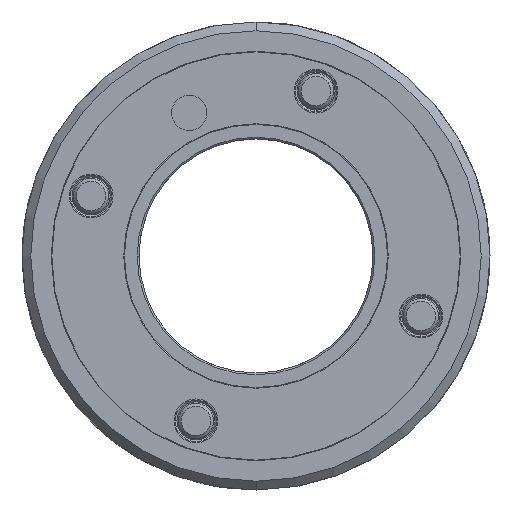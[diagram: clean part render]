
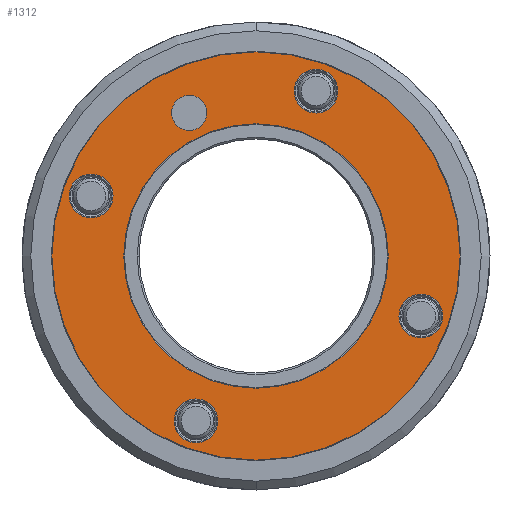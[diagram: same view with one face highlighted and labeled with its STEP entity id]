
A CAD part, front view. The second image highlights one B-rep face of the part: STEP entity #1312.
In plain terms, the highlighted planar face has unit normal (0, -1, 0).
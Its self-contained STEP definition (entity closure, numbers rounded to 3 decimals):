
#1205 = VERTEX_POINT ( 'NONE', #2318 ) ;
#1206 = VERTEX_POINT ( 'NONE', #2366 ) ;
#1225 = ORIENTED_EDGE ( 'NONE', *, *, #1226, .T. ) ;
#1226 = EDGE_CURVE ( 'NONE', #1276, #1279, #2594, .T. ) ;
#1227 = ORIENTED_EDGE ( 'NONE', *, *, #1239, .T. ) ;
#1236 = ORIENTED_EDGE ( 'NONE', *, *, #1237, .F. ) ;
#1237 = EDGE_CURVE ( 'NONE', #1303, #1346, #2555, .T. ) ;
#1238 = EDGE_LOOP ( 'NONE', ( #1328, #1329 ) ) ;
#1239 = EDGE_CURVE ( 'NONE', #1373, #1378, #2509, .T. ) ;
#1240 = ORIENTED_EDGE ( 'NONE', *, *, #1379, .T. ) ;
#1241 = EDGE_LOOP ( 'NONE', ( #1242, #1243 ) ) ;
#1242 = ORIENTED_EDGE ( 'NONE', *, *, #1285, .F. ) ;
#1243 = ORIENTED_EDGE ( 'NONE', *, *, #1244, .F. ) ;
#1244 = EDGE_CURVE ( 'NONE', #1287, #1286, #2592, .T. ) ;
#1269 = EDGE_LOOP ( 'NONE', ( #1270, #1236 ) ) ;
#1270 = ORIENTED_EDGE ( 'NONE', *, *, #1302, .F. ) ;
#1276 = VERTEX_POINT ( 'NONE', #2443 ) ;
#1278 = EDGE_CURVE ( 'NONE', #1279, #1276, #2584, .T. ) ;
#1279 = VERTEX_POINT ( 'NONE', #2579 ) ;
#1285 = EDGE_CURVE ( 'NONE', #1286, #1287, #2414, .T. ) ;
#1286 = VERTEX_POINT ( 'NONE', #2492 ) ;
#1287 = VERTEX_POINT ( 'NONE', #2491 ) ;
#1300 = VERTEX_POINT ( 'NONE', #2669 ) ;
#1302 = EDGE_CURVE ( 'NONE', #1346, #1303, #2773, .T. ) ;
#1303 = VERTEX_POINT ( 'NONE', #2673 ) ;
#1308 = EDGE_CURVE ( 'NONE', #1300, #1309, #2731, .T. ) ;
#1309 = VERTEX_POINT ( 'NONE', #2727 ) ;
#1312 = ADVANCED_FACE ( 'NONE', ( #2726, #2725, #2724, #2766, #2765, #2764, #2763 ), #2679, .T. ) ;
#1313 = EDGE_LOOP ( 'NONE', ( #1314, #1225 ) ) ;
#1314 = ORIENTED_EDGE ( 'NONE', *, *, #1278, .T. ) ;
#1315 = EDGE_LOOP ( 'NONE', ( #1227, #1240 ) ) ;
#1328 = ORIENTED_EDGE ( 'NONE', *, *, #1308, .F. ) ;
#1329 = ORIENTED_EDGE ( 'NONE', *, *, #1330, .F. ) ;
#1330 = EDGE_CURVE ( 'NONE', #1309, #1300, #2697, .T. ) ;
#1331 = EDGE_LOOP ( 'NONE', ( #1332, #1333 ) ) ;
#1332 = ORIENTED_EDGE ( 'NONE', *, *, #1393, .F. ) ;
#1333 = ORIENTED_EDGE ( 'NONE', *, *, #1334, .F. ) ;
#1334 = EDGE_CURVE ( 'NONE', #1420, #1394, #2691, .T. ) ;
#1335 = EDGE_LOOP ( 'NONE', ( #1336, #1337 ) ) ;
#1336 = ORIENTED_EDGE ( 'NONE', *, *, #1341, .F. ) ;
#1337 = ORIENTED_EDGE ( 'NONE', *, *, #1707, .F. ) ;
#1341 = EDGE_CURVE ( 'NONE', #1205, #1206, #2646, .T. ) ;
#1346 = VERTEX_POINT ( 'NONE', #2721 ) ;
#1373 = VERTEX_POINT ( 'NONE', #2829 ) ;
#1378 = VERTEX_POINT ( 'NONE', #2923 ) ;
#1379 = EDGE_CURVE ( 'NONE', #1378, #1373, #2922, .T. ) ;
#1393 = EDGE_CURVE ( 'NONE', #1394, #1420, #2821, .T. ) ;
#1394 = VERTEX_POINT ( 'NONE', #2866 ) ;
#1420 = VERTEX_POINT ( 'NONE', #2987 ) ;
#1707 = EDGE_CURVE ( 'NONE', #1206, #1205, #3823, .T. ) ;
#2318 = CARTESIAN_POINT ( 'NONE',  ( 30., 0., 3.75 ) ) ;
#2366 = CARTESIAN_POINT ( 'NONE',  ( 30., 0., -3.75 ) ) ;
#2414 = CIRCLE ( 'NONE', #2496, 3.75 ) ;
#2440 = CARTESIAN_POINT ( 'NONE',  ( -19.092, 0., 19.092 ) ) ;
#2443 = CARTESIAN_POINT ( 'NONE',  ( 0., 0., 34.9 ) ) ;
#2487 = DIRECTION ( 'NONE',  ( 0., 0., -1. ) ) ;
#2491 = CARTESIAN_POINT ( 'NONE',  ( -30., 0., -3.75 ) ) ;
#2492 = CARTESIAN_POINT ( 'NONE',  ( -30., 0., 3.75 ) ) ;
#2493 = DIRECTION ( 'NONE',  ( 0., 0., -1. ) ) ;
#2494 = DIRECTION ( 'NONE',  ( 0., -1., 0. ) ) ;
#2495 = CARTESIAN_POINT ( 'NONE',  ( -30., 0., 0. ) ) ;
#2496 = AXIS2_PLACEMENT_3D ( 'NONE', #2495, #2494, #2493 ) ;
#2499 = DIRECTION ( 'NONE',  ( 0., 0., -1. ) ) ;
#2506 = DIRECTION ( 'NONE',  ( 0., 1., 0. ) ) ;
#2507 = CARTESIAN_POINT ( 'NONE',  ( 0., 0., 0. ) ) ;
#2508 = AXIS2_PLACEMENT_3D ( 'NONE', #2507, #2506, #2499 ) ;
#2509 = CIRCLE ( 'NONE', #2508, 22.6 ) ;
#2510 = CARTESIAN_POINT ( 'NONE',  ( -30., 0., 0. ) ) ;
#2539 = DIRECTION ( 'NONE',  ( 0., -1., 0. ) ) ;
#2540 = CARTESIAN_POINT ( 'NONE',  ( 0., 0., 0. ) ) ;
#2541 = AXIS2_PLACEMENT_3D ( 'NONE', #2540, #2539, #2487 ) ;
#2554 = AXIS2_PLACEMENT_3D ( 'NONE', #2440, #2586, #2585 ) ;
#2555 = CIRCLE ( 'NONE', #2554, 3. ) ;
#2579 = CARTESIAN_POINT ( 'NONE',  ( 0., 0., -34.9 ) ) ;
#2580 = DIRECTION ( 'NONE',  ( 0., 0., -1. ) ) ;
#2581 = DIRECTION ( 'NONE',  ( 0., -1., 0. ) ) ;
#2582 = CARTESIAN_POINT ( 'NONE',  ( 0., 0., 0. ) ) ;
#2583 = AXIS2_PLACEMENT_3D ( 'NONE', #2582, #2581, #2580 ) ;
#2584 = CIRCLE ( 'NONE', #2583, 34.9 ) ;
#2585 = DIRECTION ( 'NONE',  ( 0., 0., -1. ) ) ;
#2586 = DIRECTION ( 'NONE',  ( 0., -1., 0. ) ) ;
#2589 = DIRECTION ( 'NONE',  ( 0., 0., -1. ) ) ;
#2590 = DIRECTION ( 'NONE',  ( 0., -1., 0. ) ) ;
#2591 = AXIS2_PLACEMENT_3D ( 'NONE', #2510, #2590, #2589 ) ;
#2592 = CIRCLE ( 'NONE', #2591, 3.75 ) ;
#2594 = CIRCLE ( 'NONE', #2541, 34.9 ) ;
#2607 = DIRECTION ( 'NONE',  ( 0., 0., -1. ) ) ;
#2608 = DIRECTION ( 'NONE',  ( 0., -1., 0. ) ) ;
#2609 = AXIS2_PLACEMENT_3D ( 'NONE', #2680, #2608, #2607 ) ;
#2642 = DIRECTION ( 'NONE',  ( 0., 0., -1. ) ) ;
#2643 = DIRECTION ( 'NONE',  ( 0., -1., 0. ) ) ;
#2644 = CARTESIAN_POINT ( 'NONE',  ( 30., 0., 0. ) ) ;
#2645 = AXIS2_PLACEMENT_3D ( 'NONE', #2644, #2643, #2642 ) ;
#2646 = CIRCLE ( 'NONE', #2645, 3.75 ) ;
#2651 = CARTESIAN_POINT ( 'NONE',  ( 0., 0., 30. ) ) ;
#2669 = CARTESIAN_POINT ( 'NONE',  ( 0., 0., 33.75 ) ) ;
#2673 = CARTESIAN_POINT ( 'NONE',  ( -19.092, 0., 16.092 ) ) ;
#2674 = DIRECTION ( 'NONE',  ( 0., 0., -1. ) ) ;
#2675 = DIRECTION ( 'NONE',  ( 0., -1., 0. ) ) ;
#2676 = CARTESIAN_POINT ( 'NONE',  ( -19.092, 0., 19.092 ) ) ;
#2677 = AXIS2_PLACEMENT_3D ( 'NONE', #2676, #2675, #2674 ) ;
#2679 = PLANE ( 'NONE',  #2609 ) ;
#2680 = CARTESIAN_POINT ( 'NONE',  ( 22.5, 0., 0. ) ) ;
#2688 = DIRECTION ( 'NONE',  ( 0., -1., 0. ) ) ;
#2689 = CARTESIAN_POINT ( 'NONE',  ( 0., 0., -30. ) ) ;
#2690 = AXIS2_PLACEMENT_3D ( 'NONE', #2689, #2688, #2749 ) ;
#2691 = CIRCLE ( 'NONE', #2690, 3.75 ) ;
#2693 = DIRECTION ( 'NONE',  ( 0., 0., -1. ) ) ;
#2694 = DIRECTION ( 'NONE',  ( 0., -1., 0. ) ) ;
#2695 = CARTESIAN_POINT ( 'NONE',  ( 0., 0., 30. ) ) ;
#2696 = AXIS2_PLACEMENT_3D ( 'NONE', #2695, #2694, #2693 ) ;
#2697 = CIRCLE ( 'NONE', #2696, 3.75 ) ;
#2721 = CARTESIAN_POINT ( 'NONE',  ( -19.092, 0., 22.092 ) ) ;
#2724 = FACE_BOUND ( 'NONE', #1241, .T. ) ;
#2725 = FACE_BOUND ( 'NONE', #1315, .T. ) ;
#2726 = FACE_OUTER_BOUND ( 'NONE', #1313, .T. ) ;
#2727 = CARTESIAN_POINT ( 'NONE',  ( 0., 0., 26.25 ) ) ;
#2728 = DIRECTION ( 'NONE',  ( 0., 0., -1. ) ) ;
#2729 = DIRECTION ( 'NONE',  ( 0., -1., 0. ) ) ;
#2730 = AXIS2_PLACEMENT_3D ( 'NONE', #2651, #2729, #2728 ) ;
#2731 = CIRCLE ( 'NONE', #2730, 3.75 ) ;
#2749 = DIRECTION ( 'NONE',  ( 0., 0., -1. ) ) ;
#2763 = FACE_BOUND ( 'NONE', #1335, .T. ) ;
#2764 = FACE_BOUND ( 'NONE', #1331, .T. ) ;
#2765 = FACE_BOUND ( 'NONE', #1238, .T. ) ;
#2766 = FACE_BOUND ( 'NONE', #1269, .T. ) ;
#2773 = CIRCLE ( 'NONE', #2677, 3. ) ;
#2821 = CIRCLE ( 'NONE', #2870, 3.75 ) ;
#2829 = CARTESIAN_POINT ( 'NONE',  ( 0., 0., -22.6 ) ) ;
#2854 = DIRECTION ( 'NONE',  ( 0., 0., -1. ) ) ;
#2855 = DIRECTION ( 'NONE',  ( 0., 1., 0. ) ) ;
#2866 = CARTESIAN_POINT ( 'NONE',  ( 0., 0., -26.25 ) ) ;
#2867 = DIRECTION ( 'NONE',  ( 0., 0., -1. ) ) ;
#2868 = DIRECTION ( 'NONE',  ( 0., -1., 0. ) ) ;
#2869 = CARTESIAN_POINT ( 'NONE',  ( 0., 0., -30. ) ) ;
#2870 = AXIS2_PLACEMENT_3D ( 'NONE', #2869, #2868, #2867 ) ;
#2920 = CARTESIAN_POINT ( 'NONE',  ( 0., 0., 0. ) ) ;
#2921 = AXIS2_PLACEMENT_3D ( 'NONE', #2920, #2855, #2854 ) ;
#2922 = CIRCLE ( 'NONE', #2921, 22.6 ) ;
#2923 = CARTESIAN_POINT ( 'NONE',  ( 0., 0., 22.6 ) ) ;
#2987 = CARTESIAN_POINT ( 'NONE',  ( 0., 0., -33.75 ) ) ;
#3794 = DIRECTION ( 'NONE',  ( 0., 0., -1. ) ) ;
#3795 = DIRECTION ( 'NONE',  ( 0., -1., 0. ) ) ;
#3796 = CARTESIAN_POINT ( 'NONE',  ( 30., 0., 0. ) ) ;
#3797 = AXIS2_PLACEMENT_3D ( 'NONE', #3796, #3795, #3794 ) ;
#3823 = CIRCLE ( 'NONE', #3797, 3.75 ) ;
